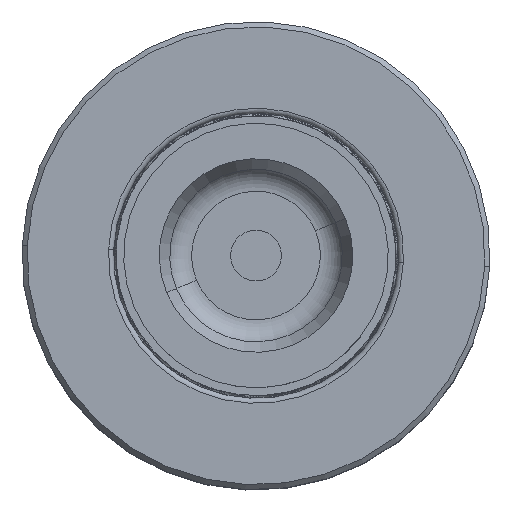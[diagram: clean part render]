
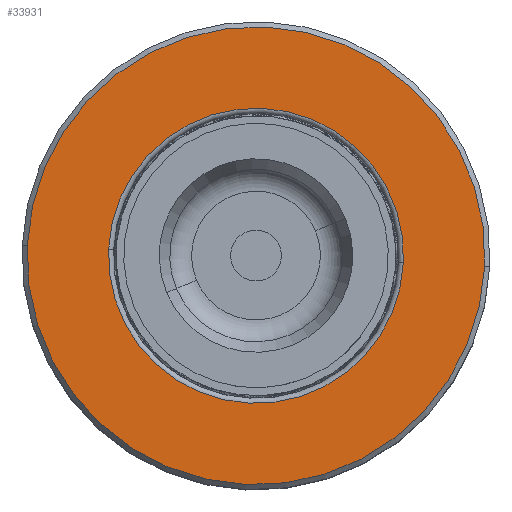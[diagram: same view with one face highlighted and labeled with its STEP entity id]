
A CAD part, top view. The second image highlights one B-rep face of the part: STEP entity #33931.
In plain terms, the highlighted face is planar.
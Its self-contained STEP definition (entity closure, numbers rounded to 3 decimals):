
#1061 = DIRECTION ( 'NONE',  ( 0., -1., 0. ) ) ;
#1573 = FACE_BOUND ( 'NONE', #47930, .T. ) ;
#2554 = DIRECTION ( 'NONE',  ( 0., -1., 0. ) ) ;
#3665 = CIRCLE ( 'NONE', #5186, 22.5 ) ;
#3764 = VERTEX_POINT ( 'NONE', #48673 ) ;
#4060 = EDGE_LOOP ( 'NONE', ( #37610, #10183 ) ) ;
#5186 = AXIS2_PLACEMENT_3D ( 'NONE', #27269, #39006, #35052 ) ;
#10183 = ORIENTED_EDGE ( 'NONE', *, *, #18390, .F. ) ;
#10252 = AXIS2_PLACEMENT_3D ( 'NONE', #37999, #1061, #30362 ) ;
#17213 = ORIENTED_EDGE ( 'NONE', *, *, #31144, .T. ) ;
#17324 = CARTESIAN_POINT ( 'NONE',  ( 0., 15.687, -14.5 ) ) ;
#17491 = DIRECTION ( 'NONE',  ( 0., -1., 0. ) ) ;
#17508 = CARTESIAN_POINT ( 'NONE',  ( 0., 15.687, 0. ) ) ;
#18390 = EDGE_CURVE ( 'NONE', #28739, #3764, #3665, .T. ) ;
#18856 = EDGE_CURVE ( 'NONE', #3764, #28739, #35447, .T. ) ;
#22402 = AXIS2_PLACEMENT_3D ( 'NONE', #41754, #29823, #22592 ) ;
#22592 = DIRECTION ( 'NONE',  ( 0., 0., 1. ) ) ;
#22703 = VERTEX_POINT ( 'NONE', #34687 ) ;
#24885 = DIRECTION ( 'NONE',  ( 0., 0., -1. ) ) ;
#27269 = CARTESIAN_POINT ( 'NONE',  ( 0., 15.687, 0. ) ) ;
#28318 = DIRECTION ( 'NONE',  ( 0., 0., -1. ) ) ;
#28739 = VERTEX_POINT ( 'NONE', #34781 ) ;
#29823 = DIRECTION ( 'NONE',  ( 0., 1., 0. ) ) ;
#30362 = DIRECTION ( 'NONE',  ( 0., 0., -1. ) ) ;
#31106 = VERTEX_POINT ( 'NONE', #17324 ) ;
#31144 = EDGE_CURVE ( 'NONE', #22703, #31106, #42301, .T. ) ;
#32897 = ORIENTED_EDGE ( 'NONE', *, *, #43972, .T. ) ;
#33931 = ADVANCED_FACE ( 'NONE', ( #1573, #35173 ), #37770, .T. ) ;
#34687 = CARTESIAN_POINT ( 'NONE',  ( 0., 15.687, 14.5 ) ) ;
#34781 = CARTESIAN_POINT ( 'NONE',  ( 0., 15.687, 22.5 ) ) ;
#35052 = DIRECTION ( 'NONE',  ( 0., 0., -1. ) ) ;
#35173 = FACE_OUTER_BOUND ( 'NONE', #4060, .T. ) ;
#35447 = CIRCLE ( 'NONE', #10252, 22.5 ) ;
#36211 = AXIS2_PLACEMENT_3D ( 'NONE', #17508, #2554, #24885 ) ;
#36934 = AXIS2_PLACEMENT_3D ( 'NONE', #40095, #17491, #28318 ) ;
#37610 = ORIENTED_EDGE ( 'NONE', *, *, #18856, .F. ) ;
#37770 = PLANE ( 'NONE',  #22402 ) ;
#37999 = CARTESIAN_POINT ( 'NONE',  ( 0., 15.687, 0. ) ) ;
#39006 = DIRECTION ( 'NONE',  ( 0., -1., 0. ) ) ;
#40095 = CARTESIAN_POINT ( 'NONE',  ( 0., 15.687, 0. ) ) ;
#40776 = CIRCLE ( 'NONE', #36211, 14.5 ) ;
#41754 = CARTESIAN_POINT ( 'NONE',  ( 22.5, 15.687, 0. ) ) ;
#42301 = CIRCLE ( 'NONE', #36934, 14.5 ) ;
#43972 = EDGE_CURVE ( 'NONE', #31106, #22703, #40776, .T. ) ;
#47930 = EDGE_LOOP ( 'NONE', ( #32897, #17213 ) ) ;
#48673 = CARTESIAN_POINT ( 'NONE',  ( 0., 15.687, -22.5 ) ) ;
